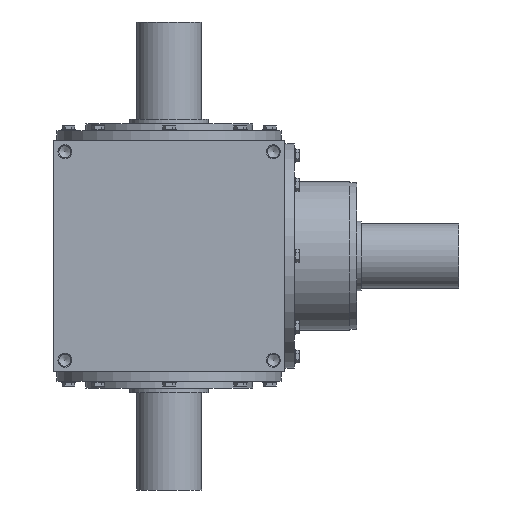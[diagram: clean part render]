
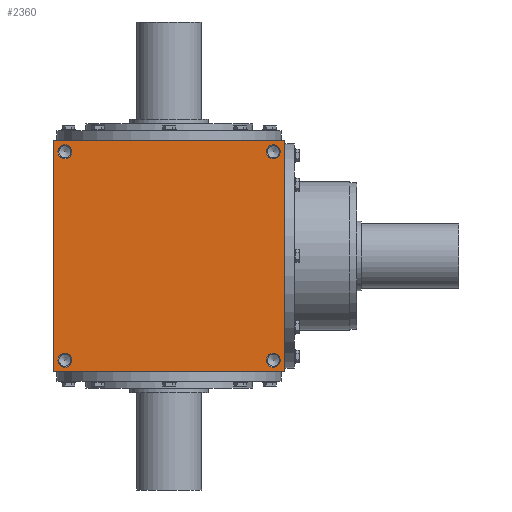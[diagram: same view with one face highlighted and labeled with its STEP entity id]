
A CAD part, front view. The second image highlights one B-rep face of the part: STEP entity #2360.
In plain terms, the highlighted planar face has unit normal (0, -1, 0).
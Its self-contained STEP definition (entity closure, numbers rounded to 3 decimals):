
#340=PLANE('',#2756);
#382=LINE('',#4302,#422);
#385=LINE('',#4316,#425);
#386=LINE('',#4318,#426);
#387=LINE('',#4320,#427);
#422=VECTOR('',#3449,1000.);
#425=VECTOR('',#3462,1000.);
#426=VECTOR('',#3463,1000.);
#427=VECTOR('',#3464,1000.);
#758=ORIENTED_EDGE('',*,*,#1192,.T.);
#759=ORIENTED_EDGE('',*,*,#1193,.T.);
#760=ORIENTED_EDGE('',*,*,#1194,.F.);
#761=ORIENTED_EDGE('',*,*,#1195,.F.);
#762=ORIENTED_EDGE('',*,*,#1196,.T.);
#763=ORIENTED_EDGE('',*,*,#1197,.F.);
#764=ORIENTED_EDGE('',*,*,#1198,.F.);
#765=ORIENTED_EDGE('',*,*,#1189,.T.);
#1189=EDGE_CURVE('',#1408,#1407,#382,.T.);
#1192=EDGE_CURVE('',#1410,#1410,#1554,.T.);
#1193=EDGE_CURVE('',#1411,#1411,#1555,.T.);
#1194=EDGE_CURVE('',#1412,#1412,#1556,.T.);
#1195=EDGE_CURVE('',#1413,#1413,#1557,.T.);
#1196=EDGE_CURVE('',#1407,#1414,#385,.T.);
#1197=EDGE_CURVE('',#1415,#1414,#386,.T.);
#1198=EDGE_CURVE('',#1408,#1415,#387,.T.);
#1407=VERTEX_POINT('',#4301);
#1408=VERTEX_POINT('',#4303);
#1410=VERTEX_POINT('',#4309);
#1411=VERTEX_POINT('',#4311);
#1412=VERTEX_POINT('',#4313);
#1413=VERTEX_POINT('',#4315);
#1414=VERTEX_POINT('',#4317);
#1415=VERTEX_POINT('',#4319);
#1554=CIRCLE('',#2757,15.);
#1555=CIRCLE('',#2758,15.);
#1556=CIRCLE('',#2759,15.);
#1557=CIRCLE('',#2760,15.);
#1735=EDGE_LOOP('',(#758));
#1736=EDGE_LOOP('',(#759));
#1737=EDGE_LOOP('',(#760));
#1738=EDGE_LOOP('',(#761));
#1739=EDGE_LOOP('',(#762,#763,#764,#765));
#2029=FACE_BOUND('',#1735,.T.);
#2030=FACE_BOUND('',#1736,.T.);
#2031=FACE_BOUND('',#1737,.T.);
#2032=FACE_BOUND('',#1738,.T.);
#2033=FACE_BOUND('',#1739,.T.);
#2360=ADVANCED_FACE('',(#2029,#2030,#2031,#2032,#2033),#340,.F.);
#2756=AXIS2_PLACEMENT_3D('',#4307,#3452,#3453);
#2757=AXIS2_PLACEMENT_3D('',#4308,#3454,#3455);
#2758=AXIS2_PLACEMENT_3D('',#4310,#3456,#3457);
#2759=AXIS2_PLACEMENT_3D('',#4312,#3458,#3459);
#2760=AXIS2_PLACEMENT_3D('',#4314,#3460,#3461);
#3449=DIRECTION('',(0.,0.,-1.));
#3452=DIRECTION('',(0.,1.,0.));
#3453=DIRECTION('',(0.,0.,1.));
#3454=DIRECTION('',(0.,1.,0.));
#3455=DIRECTION('',(0.,0.,1.));
#3456=DIRECTION('',(0.,1.,0.));
#3457=DIRECTION('',(0.,0.,1.));
#3458=DIRECTION('',(0.,-1.,0.));
#3459=DIRECTION('',(0.,0.,-1.));
#3460=DIRECTION('',(0.,-1.,0.));
#3461=DIRECTION('',(0.,0.,-1.));
#3462=DIRECTION('',(1.,0.,0.));
#3463=DIRECTION('',(0.,0.,-1.));
#3464=DIRECTION('',(1.,0.,0.));
#4301=CARTESIAN_POINT('',(-250.,-250.,-250.));
#4302=CARTESIAN_POINT('',(-250.,-250.,250.));
#4303=CARTESIAN_POINT('',(-250.,-250.,250.));
#4307=CARTESIAN_POINT('',(-250.,-250.,250.));
#4308=CARTESIAN_POINT('',(-225.,-250.,-225.));
#4309=CARTESIAN_POINT('',(-225.,-250.,-210.));
#4310=CARTESIAN_POINT('',(-225.,-250.,225.));
#4311=CARTESIAN_POINT('',(-225.,-250.,240.));
#4312=CARTESIAN_POINT('',(225.,-250.,-225.));
#4313=CARTESIAN_POINT('',(225.,-250.,-240.));
#4314=CARTESIAN_POINT('',(225.,-250.,225.));
#4315=CARTESIAN_POINT('',(225.,-250.,210.));
#4316=CARTESIAN_POINT('',(-250.,-250.,-250.));
#4317=CARTESIAN_POINT('',(250.,-250.,-250.));
#4318=CARTESIAN_POINT('',(250.,-250.,250.));
#4319=CARTESIAN_POINT('',(250.,-250.,250.));
#4320=CARTESIAN_POINT('',(-250.,-250.,250.));
